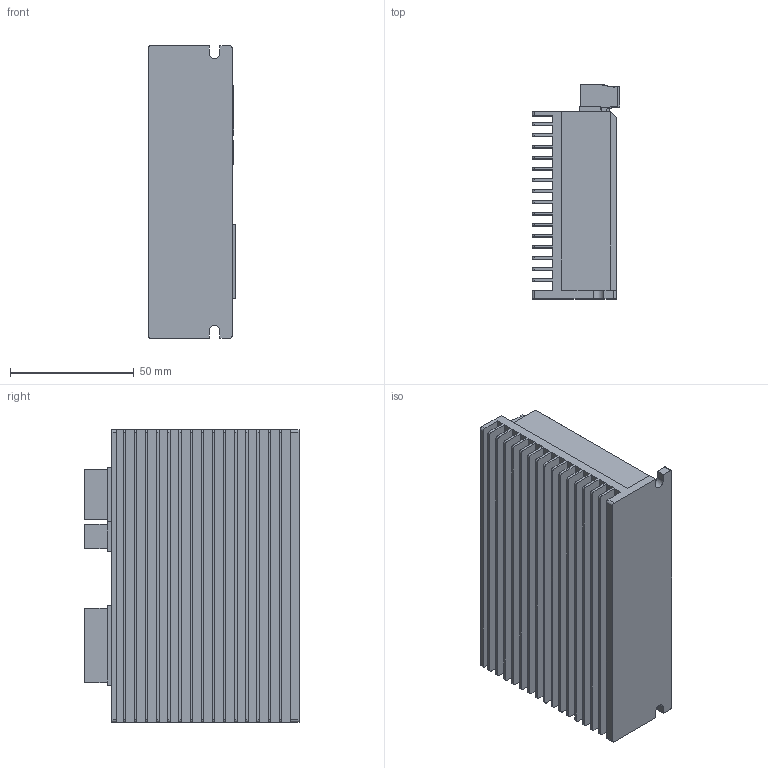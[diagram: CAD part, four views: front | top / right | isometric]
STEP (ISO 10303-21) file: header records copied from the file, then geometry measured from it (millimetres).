
FILE_DESCRIPTION(/* description */ ('Alibre Inc.'),/* implementation_level */ '2;1');
FILE_NAME(/* name */ 'export0',/* time_stamp */ '2015-09-24T15:23:20+02:00',/* author */ (''),/* organization */ (''),/* preprocessor_version */ 'ST-DEVELOPER v14',/* originating_system */ 'Alibre',/* authorisation */ '');
FILE_SCHEMA (('AUTOMOTIVE_DESIGN'));
Length unit declared in the file: millimetre
Bounding box: 35.49 x 86.4 x 118 mm (x, y, z)
Volume: 226964.4 mm3; surface area: 76529 mm2
Topology: 7 solids, 7 shells, 1316 faces, 3505 edges, 2294 vertices
Faces by surface type: plane 1128, cylinder 122, torus 36, sphere 18, cone 12
Full cylindrical faces by diameter (mm): 1.644 x12, 2.8 x12, 3.034 x12, 3.702 x12, 3.896 x12
Entity records: 41202 total; most frequent: CARTESIAN_POINT 8541, ORIENTED_EDGE 6734, DIRECTION 5153, EDGE_CURVE 3367, VECTOR 2985, LINE 2985, VERTEX_POINT 2258, AXIS2_PLACEMENT_3D 1666
